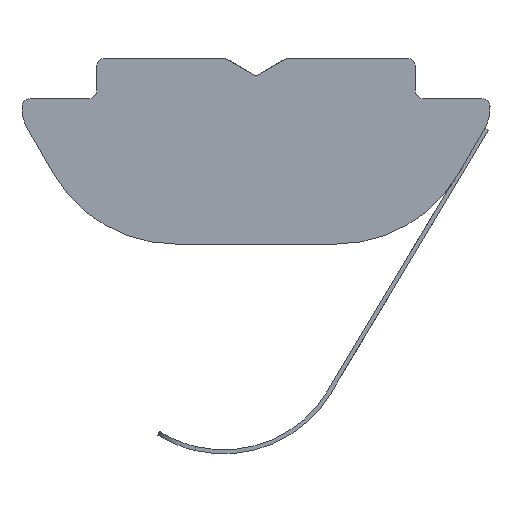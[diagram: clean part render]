
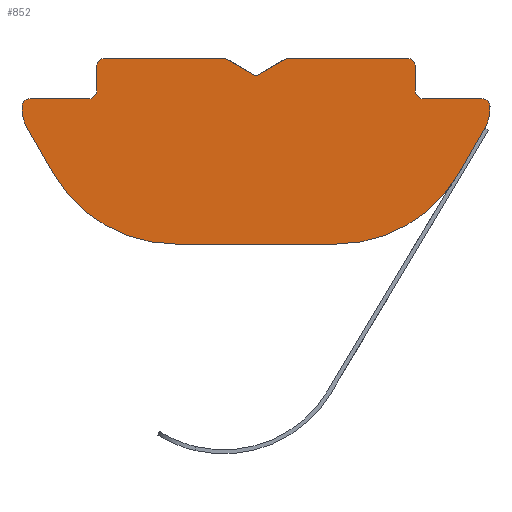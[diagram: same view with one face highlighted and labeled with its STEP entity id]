
A CAD part, left-side view. The second image highlights one B-rep face of the part: STEP entity #852.
In plain terms, the highlighted planar face has unit normal (-1, 0, 0).
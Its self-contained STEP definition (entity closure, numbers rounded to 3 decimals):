
#64=CIRCLE('',#923,0.2);
#65=CIRCLE('',#924,0.2);
#66=CIRCLE('',#925,0.2);
#67=CIRCLE('',#926,1.);
#68=CIRCLE('',#927,3.5);
#69=CIRCLE('',#928,3.5);
#70=CIRCLE('',#929,1.);
#71=CIRCLE('',#930,0.2);
#72=CIRCLE('',#931,0.2);
#73=CIRCLE('',#932,0.2);
#120=ORIENTED_EDGE('',*,*,#378,.T.);
#121=ORIENTED_EDGE('',*,*,#379,.T.);
#122=ORIENTED_EDGE('',*,*,#356,.F.);
#123=ORIENTED_EDGE('',*,*,#380,.F.);
#124=ORIENTED_EDGE('',*,*,#381,.F.);
#125=ORIENTED_EDGE('',*,*,#382,.T.);
#126=ORIENTED_EDGE('',*,*,#383,.F.);
#127=ORIENTED_EDGE('',*,*,#384,.F.);
#128=ORIENTED_EDGE('',*,*,#385,.F.);
#129=ORIENTED_EDGE('',*,*,#386,.F.);
#130=ORIENTED_EDGE('',*,*,#387,.F.);
#131=ORIENTED_EDGE('',*,*,#388,.F.);
#132=ORIENTED_EDGE('',*,*,#389,.F.);
#133=ORIENTED_EDGE('',*,*,#390,.F.);
#134=ORIENTED_EDGE('',*,*,#391,.F.);
#135=ORIENTED_EDGE('',*,*,#392,.F.);
#136=ORIENTED_EDGE('',*,*,#393,.F.);
#137=ORIENTED_EDGE('',*,*,#394,.T.);
#138=ORIENTED_EDGE('',*,*,#395,.F.);
#139=ORIENTED_EDGE('',*,*,#396,.F.);
#140=ORIENTED_EDGE('',*,*,#348,.F.);
#348=EDGE_CURVE('',#478,#479,#565,.T.);
#356=EDGE_CURVE('',#486,#487,#572,.T.);
#378=EDGE_CURVE('',#478,#506,#583,.T.);
#379=EDGE_CURVE('',#506,#487,#584,.T.);
#380=EDGE_CURVE('',#507,#486,#64,.T.);
#381=EDGE_CURVE('',#508,#507,#585,.T.);
#382=EDGE_CURVE('',#508,#509,#65,.T.);
#383=EDGE_CURVE('',#510,#509,#586,.T.);
#384=EDGE_CURVE('',#511,#510,#66,.T.);
#385=EDGE_CURVE('',#512,#511,#67,.T.);
#386=EDGE_CURVE('',#513,#512,#587,.T.);
#387=EDGE_CURVE('',#514,#513,#68,.T.);
#388=EDGE_CURVE('',#515,#514,#588,.T.);
#389=EDGE_CURVE('',#516,#515,#69,.T.);
#390=EDGE_CURVE('',#517,#516,#589,.T.);
#391=EDGE_CURVE('',#518,#517,#70,.T.);
#392=EDGE_CURVE('',#519,#518,#71,.T.);
#393=EDGE_CURVE('',#520,#519,#590,.T.);
#394=EDGE_CURVE('',#520,#521,#72,.T.);
#395=EDGE_CURVE('',#522,#521,#591,.T.);
#396=EDGE_CURVE('',#479,#522,#73,.T.);
#478=VERTEX_POINT('',#1248);
#479=VERTEX_POINT('',#1250);
#486=VERTEX_POINT('',#1265);
#487=VERTEX_POINT('',#1267);
#506=VERTEX_POINT('',#1310);
#507=VERTEX_POINT('',#1313);
#508=VERTEX_POINT('',#1315);
#509=VERTEX_POINT('',#1317);
#510=VERTEX_POINT('',#1319);
#511=VERTEX_POINT('',#1321);
#512=VERTEX_POINT('',#1323);
#513=VERTEX_POINT('',#1325);
#514=VERTEX_POINT('',#1327);
#515=VERTEX_POINT('',#1329);
#516=VERTEX_POINT('',#1331);
#517=VERTEX_POINT('',#1333);
#518=VERTEX_POINT('',#1335);
#519=VERTEX_POINT('',#1337);
#520=VERTEX_POINT('',#1339);
#521=VERTEX_POINT('',#1341);
#522=VERTEX_POINT('',#1343);
#565=LINE('',#1249,#648);
#572=LINE('',#1266,#655);
#583=LINE('',#1309,#666);
#584=LINE('',#1311,#667);
#585=LINE('',#1314,#668);
#586=LINE('',#1318,#669);
#587=LINE('',#1324,#670);
#588=LINE('',#1328,#671);
#589=LINE('',#1332,#672);
#590=LINE('',#1338,#673);
#591=LINE('',#1342,#674);
#648=VECTOR('',#996,1000.);
#655=VECTOR('',#1007,1000.);
#666=VECTOR('',#1044,1000.);
#667=VECTOR('',#1045,1000.);
#668=VECTOR('',#1048,1000.);
#669=VECTOR('',#1051,1000.);
#670=VECTOR('',#1056,1000.);
#671=VECTOR('',#1059,1000.);
#672=VECTOR('',#1062,1000.);
#673=VECTOR('',#1067,1000.);
#674=VECTOR('',#1070,1000.);
#733=EDGE_LOOP('',(#120,#121,#122,#123,#124,#125,#126,#127,#128,#129,#130,
#131,#132,#133,#134,#135,#136,#137,#138,#139,#140));
#780=FACE_BOUND('',#733,.T.);
#827=PLANE('',#922);
#852=ADVANCED_FACE('',(#780),#827,.F.);
#922=AXIS2_PLACEMENT_3D('',#1308,#1042,#1043);
#923=AXIS2_PLACEMENT_3D('',#1312,#1046,#1047);
#924=AXIS2_PLACEMENT_3D('',#1316,#1049,#1050);
#925=AXIS2_PLACEMENT_3D('',#1320,#1052,#1053);
#926=AXIS2_PLACEMENT_3D('',#1322,#1054,#1055);
#927=AXIS2_PLACEMENT_3D('',#1326,#1057,#1058);
#928=AXIS2_PLACEMENT_3D('',#1330,#1060,#1061);
#929=AXIS2_PLACEMENT_3D('',#1334,#1063,#1064);
#930=AXIS2_PLACEMENT_3D('',#1336,#1065,#1066);
#931=AXIS2_PLACEMENT_3D('',#1340,#1068,#1069);
#932=AXIS2_PLACEMENT_3D('',#1344,#1071,#1072);
#996=DIRECTION('',(0.,-1.,0.));
#1007=DIRECTION('',(0.,-1.,0.));
#1042=DIRECTION('',(1.,0.,0.));
#1043=DIRECTION('',(0.,0.,-1.));
#1044=DIRECTION('',(0.,0.868,-0.497));
#1045=DIRECTION('',(0.,0.868,0.497));
#1046=DIRECTION('',(1.,0.,0.));
#1047=DIRECTION('',(0.,0.,-1.));
#1048=DIRECTION('',(0.,0.,1.));
#1049=DIRECTION('',(1.,0.,0.));
#1050=DIRECTION('',(0.,0.,-1.));
#1051=DIRECTION('',(0.,-1.,0.));
#1052=DIRECTION('',(1.,0.,0.));
#1053=DIRECTION('',(0.,0.,-1.));
#1054=DIRECTION('',(1.,0.,0.));
#1055=DIRECTION('',(0.,0.,-1.));
#1056=DIRECTION('',(0.,0.499,0.867));
#1057=DIRECTION('',(1.,0.,0.));
#1058=DIRECTION('',(0.,0.,-1.));
#1059=DIRECTION('',(0.,1.,0.));
#1060=DIRECTION('',(1.,0.,0.));
#1061=DIRECTION('',(0.,0.,-1.));
#1062=DIRECTION('',(0.,0.499,-0.867));
#1063=DIRECTION('',(1.,0.,0.));
#1064=DIRECTION('',(0.,0.,-1.));
#1065=DIRECTION('',(1.,0.,0.));
#1066=DIRECTION('',(0.,0.,-1.));
#1067=DIRECTION('',(0.,-1.,0.));
#1068=DIRECTION('',(1.,0.,0.));
#1069=DIRECTION('',(0.,0.,-1.));
#1070=DIRECTION('',(0.,0.,-1.));
#1071=DIRECTION('',(1.,0.,0.));
#1072=DIRECTION('',(0.,0.,-1.));
#1248=CARTESIAN_POINT('',(-8.,-0.75,0.));
#1249=CARTESIAN_POINT('',(-8.,3.75,0.));
#1250=CARTESIAN_POINT('',(-8.,-3.75,0.));
#1265=CARTESIAN_POINT('',(-8.,3.75,0.));
#1266=CARTESIAN_POINT('',(-8.,3.75,0.));
#1267=CARTESIAN_POINT('',(-8.,0.75,0.));
#1308=CARTESIAN_POINT('',(-8.,-3.75,-0.2));
#1309=CARTESIAN_POINT('',(-8.,-0.75,0.));
#1310=CARTESIAN_POINT('',(-8.,0.,-0.43));
#1311=CARTESIAN_POINT('',(-8.,0.,-0.43));
#1312=CARTESIAN_POINT('',(-8.,3.75,-0.2));
#1313=CARTESIAN_POINT('',(-8.,3.95,-0.2));
#1314=CARTESIAN_POINT('',(-8.,3.95,-0.8));
#1315=CARTESIAN_POINT('',(-8.,3.95,-0.8));
#1316=CARTESIAN_POINT('',(-8.,4.15,-0.8));
#1317=CARTESIAN_POINT('',(-8.,4.15,-1.));
#1318=CARTESIAN_POINT('',(-8.,5.599,-1.));
#1319=CARTESIAN_POINT('',(-8.,5.599,-1.));
#1320=CARTESIAN_POINT('',(-8.,5.599,-1.2));
#1321=CARTESIAN_POINT('',(-8.,5.799,-1.193));
#1322=CARTESIAN_POINT('',(-8.,4.8,-1.23));
#1323=CARTESIAN_POINT('',(-8.,5.667,-1.729));
#1324=CARTESIAN_POINT('',(-8.,5.023,-2.847));
#1325=CARTESIAN_POINT('',(-8.,5.023,-2.847));
#1326=CARTESIAN_POINT('',(-8.,1.99,-1.1));
#1327=CARTESIAN_POINT('',(-8.,1.99,-4.6));
#1328=CARTESIAN_POINT('',(-8.,-1.99,-4.6));
#1329=CARTESIAN_POINT('',(-8.,-1.99,-4.6));
#1330=CARTESIAN_POINT('',(-8.,-1.99,-1.1));
#1331=CARTESIAN_POINT('',(-8.,-5.023,-2.847));
#1332=CARTESIAN_POINT('',(-8.,-5.667,-1.729));
#1333=CARTESIAN_POINT('',(-8.,-5.667,-1.729));
#1334=CARTESIAN_POINT('',(-8.,-4.8,-1.23));
#1335=CARTESIAN_POINT('',(-8.,-5.799,-1.193));
#1336=CARTESIAN_POINT('',(-8.,-5.599,-1.2));
#1337=CARTESIAN_POINT('',(-8.,-5.599,-1.));
#1338=CARTESIAN_POINT('',(-8.,-4.15,-1.));
#1339=CARTESIAN_POINT('',(-8.,-4.15,-1.));
#1340=CARTESIAN_POINT('',(-8.,-4.15,-0.8));
#1341=CARTESIAN_POINT('',(-8.,-3.95,-0.8));
#1342=CARTESIAN_POINT('',(-8.,-3.95,-0.2));
#1343=CARTESIAN_POINT('',(-8.,-3.95,-0.2));
#1344=CARTESIAN_POINT('',(-8.,-3.75,-0.2));
